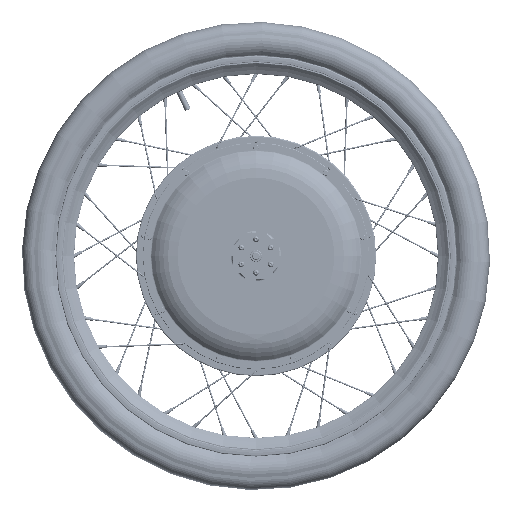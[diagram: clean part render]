
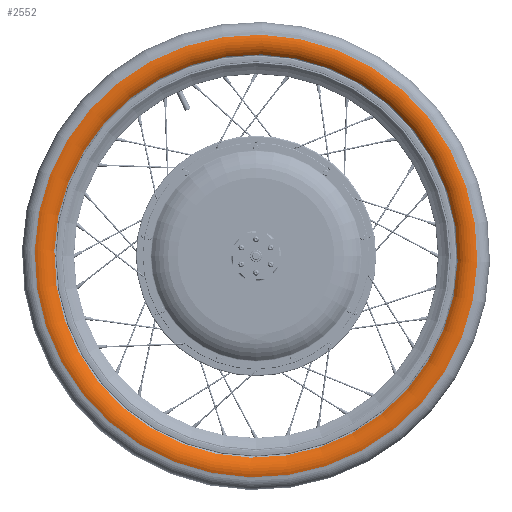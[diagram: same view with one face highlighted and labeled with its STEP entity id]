
A CAD part, front view. The second image highlights one B-rep face of the part: STEP entity #2552.
In plain terms, the highlighted toroidal (fillet/blend) face has major radius 279.55 mm and minor radius 22.25 mm.
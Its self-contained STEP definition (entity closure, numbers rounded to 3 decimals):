
#2552 = ADVANCED_FACE( '', ( #4854, #4855 ), #4856, .T. );
#4854 = FACE_OUTER_BOUND( '', #10952, .T. );
#4855 = FACE_OUTER_BOUND( '', #10953, .T. );
#4856 = TOROIDAL_SURFACE( '', #10954, 279.55, 22.25 );
#10952 = EDGE_LOOP( '', ( #18359 ) );
#10953 = EDGE_LOOP( '', ( #18360 ) );
#10954 = AXIS2_PLACEMENT_3D( '', #18361, #18362, #18363 );
#18359 = ORIENTED_EDGE( '', *, *, #23507, .T. );
#18360 = ORIENTED_EDGE( '', *, *, #23508, .F. );
#18361 = CARTESIAN_POINT( '', ( 0., 0., 0. ) );
#18362 = DIRECTION( '', ( -1., 0., 0. ) );
#18363 = DIRECTION( '', ( 0., 0., 1. ) );
#23507 = EDGE_CURVE( '', #26102, #26102, #26103, .F. );
#23508 = EDGE_CURVE( '', #26104, #26104, #26105, .T. );
#26102 = VERTEX_POINT( '', #33179 );
#26103 = CIRCLE( '', #33180, 288.056 );
#26104 = VERTEX_POINT( '', #33181 );
#26105 = CIRCLE( '', #33182, 262.568 );
#33179 = CARTESIAN_POINT( '', ( -20.56, 0., -288.056 ) );
#33180 = AXIS2_PLACEMENT_3D( '', #45538, #45539, #45540 );
#33181 = CARTESIAN_POINT( '', ( -14.376, 0., 262.568 ) );
#33182 = AXIS2_PLACEMENT_3D( '', #45541, #45542, #45543 );
#45538 = CARTESIAN_POINT( '', ( -20.56, 0., 0. ) );
#45539 = DIRECTION( '', ( 1., 0., 0. ) );
#45540 = DIRECTION( '', ( 0., 0., -1. ) );
#45541 = CARTESIAN_POINT( '', ( -14.376, 0., 0. ) );
#45542 = DIRECTION( '', ( -1., 0., 0. ) );
#45543 = DIRECTION( '', ( 0., 0., 1. ) );
